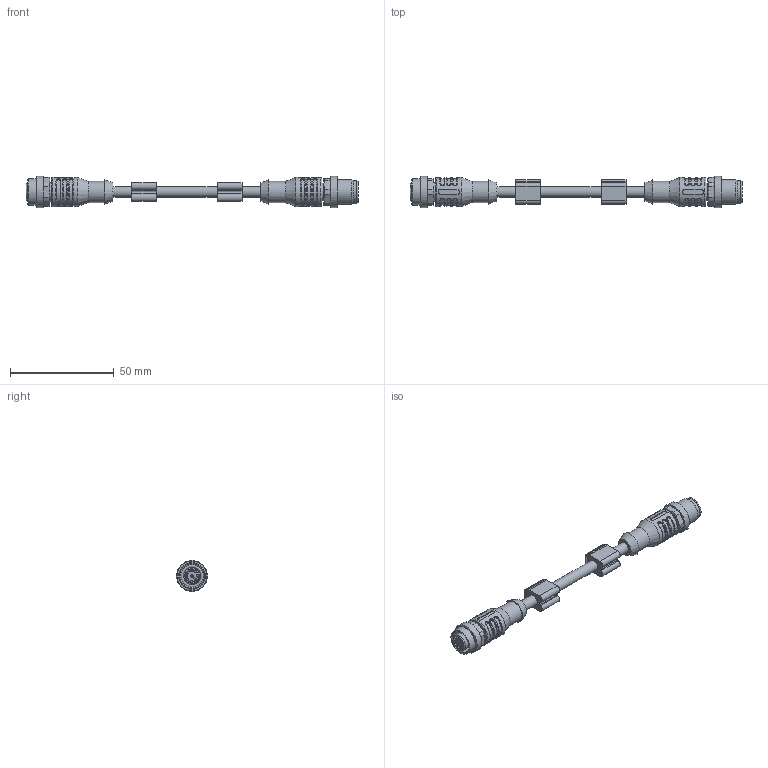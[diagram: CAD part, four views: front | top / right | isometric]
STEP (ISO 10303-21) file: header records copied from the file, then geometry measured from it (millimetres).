
FILE_DESCRIPTION(/* description */ (''),/* implementation_level */ '2;1');
FILE_NAME(/* name */ 'AL-WAK8_AL-WAS8.stp',/* time_stamp */ '2015-06-25T10:59:59+02:00',/* author */ ('ESCHA Bauelemente GmbH'),/* organization */ ('ESCHA Bauelemente GmbH'),/* preprocessor_version */ 'ST-DEVELOPER v14',/* originating_system */ 'SIEMENS PLM Software NX 8.0',/* authorisation */ '');
FILE_SCHEMA (('AP203_CONFIGURATION_CONTROLLED_3D_DESIGN_OF_MECHANICAL_PARTS_AND_ASSEMBLIES_MIM_LF { 1 0 10303 403 2 1 2}'));
Length unit declared in the file: millimetre
Products named in the file (1): AL-WAK4-AL-WAS4
Bounding box: 160 x 15 x 15 mm (x, y, z)
Volume: 13011.3 mm3; surface area: 7762.9 mm2
Topology: 1 solids, 1 shells, 644 faces, 1600 edges, 1031 vertices
Faces by surface type: plane 221, cylinder 146, extrusion 136, torus 54, bspline 48, cone 31, sphere 8
Full cylindrical faces by diameter (mm): 0.8 x8, 0.85 x8, 0.9 x8, 5.2 x3, 8.3 x1, 8.7 x2, 10.2 x2, 10.5 x1, 10.8 x1, 10.95 x1, 12 x1, 12.3 x1, 12.8 x1, 14 x2, 15 x2
Entity records: 21796 total; most frequent: CARTESIAN_POINT 7620, ORIENTED_EDGE 2952, DIRECTION 2560, EDGE_CURVE 1476, VERTEX_POINT 983, AXIS2_PLACEMENT_3D 903, EDGE_LOOP 799, VECTOR 754
